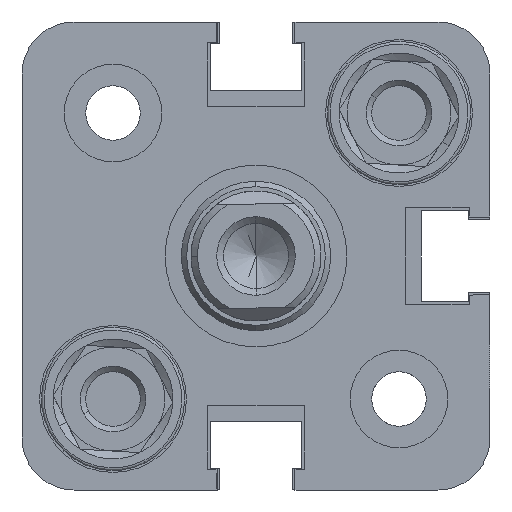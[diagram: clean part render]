
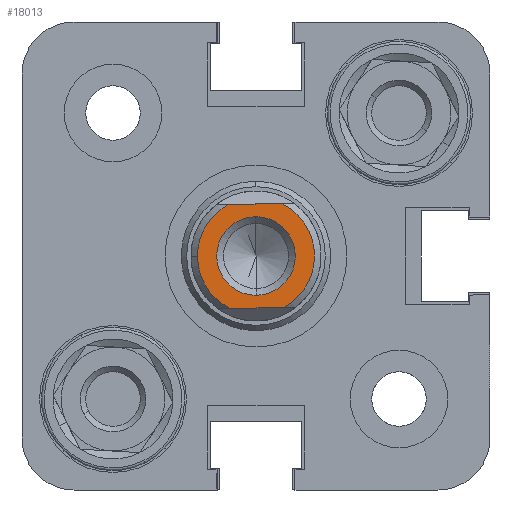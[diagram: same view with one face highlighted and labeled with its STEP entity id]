
A CAD part, left-side view. The second image highlights one B-rep face of the part: STEP entity #18013.
In plain terms, the highlighted face is planar.
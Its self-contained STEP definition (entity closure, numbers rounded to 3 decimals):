
#7 = EDGE_LOOP ( 'NONE', ( #25665, #26694, #24147, #11126, #15854 ) ) ;
#260 = CARTESIAN_POINT ( 'NONE',  ( 0., 2.062, 4. ) ) ;
#1125 = VERTEX_POINT ( 'NONE', #18096 ) ;
#1357 = VERTEX_POINT ( 'NONE', #27093 ) ;
#1724 = CARTESIAN_POINT ( 'NONE',  ( 0., -5., -4. ) ) ;
#2285 = DIRECTION ( 'NONE',  ( 1., 0., 0. ) ) ;
#2360 = CARTESIAN_POINT ( 'NONE',  ( 0., 0., 3.025 ) ) ;
#2370 = DIRECTION ( 'NONE',  ( 0., 1., 0. ) ) ;
#2386 = VERTEX_POINT ( 'NONE', #12123 ) ;
#2470 = CARTESIAN_POINT ( 'NONE',  ( 0., 0., 0. ) ) ;
#2481 = DIRECTION ( 'NONE',  ( 0., 1., 0. ) ) ;
#3620 = CIRCLE ( 'NONE', #20734, 3.025 ) ;
#3951 = VERTEX_POINT ( 'NONE', #27137 ) ;
#3973 = EDGE_CURVE ( 'NONE', #2386, #16840, #22706, .T. ) ;
#4145 = DIRECTION ( 'NONE',  ( 0., -1., 0. ) ) ;
#4222 = ORIENTED_EDGE ( 'NONE', *, *, #11366, .F. ) ;
#4590 = CARTESIAN_POINT ( 'NONE',  ( 0., 0., 0. ) ) ;
#5211 = AXIS2_PLACEMENT_3D ( 'NONE', #2470, #16713, #17016 ) ;
#5906 = DIRECTION ( 'NONE',  ( 1., 0., 0. ) ) ;
#6442 = DIRECTION ( 'NONE',  ( 0., 1., 0. ) ) ;
#6645 = EDGE_CURVE ( 'NONE', #16840, #19729, #18118, .T. ) ;
#7913 = DIRECTION ( 'NONE',  ( 0., 1., 0. ) ) ;
#8913 = CARTESIAN_POINT ( 'NONE',  ( 0., -5., 4. ) ) ;
#10207 = CARTESIAN_POINT ( 'NONE',  ( 0., 0., 0. ) ) ;
#10694 = DIRECTION ( 'NONE',  ( 1., 0., 0. ) ) ;
#10910 = AXIS2_PLACEMENT_3D ( 'NONE', #21049, #10694, #2370 ) ;
#11126 = ORIENTED_EDGE ( 'NONE', *, *, #12308, .T. ) ;
#11366 = EDGE_CURVE ( 'NONE', #20125, #1125, #3620, .T. ) ;
#12123 = CARTESIAN_POINT ( 'NONE',  ( 0., -2.062, -4. ) ) ;
#12308 = EDGE_CURVE ( 'NONE', #1357, #2386, #15282, .T. ) ;
#13116 = VECTOR ( 'NONE', #2481, 1000. ) ;
#14939 = EDGE_CURVE ( 'NONE', #3951, #1357, #20805, .T. ) ;
#15238 = DIRECTION ( 'NONE',  ( 0., 0., -1. ) ) ;
#15282 = CIRCLE ( 'NONE', #10910, 4.5 ) ;
#15854 = ORIENTED_EDGE ( 'NONE', *, *, #3973, .T. ) ;
#16496 = EDGE_LOOP ( 'NONE', ( #21394, #4222 ) ) ;
#16713 = DIRECTION ( 'NONE',  ( 1., 0., 0. ) ) ;
#16840 = VERTEX_POINT ( 'NONE', #26576 ) ;
#17016 = DIRECTION ( 'NONE',  ( 0., 0., -1. ) ) ;
#17591 = EDGE_CURVE ( 'NONE', #1125, #20125, #18404, .T. ) ;
#18013 = ADVANCED_FACE ( 'NONE', ( #18057, #30165 ), #25572, .T. ) ;
#18057 = FACE_BOUND ( 'NONE', #16496, .T. ) ;
#18096 = CARTESIAN_POINT ( 'NONE',  ( 0., 0., -3.025 ) ) ;
#18118 = CIRCLE ( 'NONE', #22494, 4.5 ) ;
#18336 = AXIS2_PLACEMENT_3D ( 'NONE', #4590, #2285, #6442 ) ;
#18404 = CIRCLE ( 'NONE', #5211, 3.025 ) ;
#19527 = DIRECTION ( 'NONE',  ( 1., 0., 0. ) ) ;
#19679 = VECTOR ( 'NONE', #4145, 1000. ) ;
#19729 = VERTEX_POINT ( 'NONE', #260 ) ;
#20125 = VERTEX_POINT ( 'NONE', #2360 ) ;
#20424 = EDGE_CURVE ( 'NONE', #19729, #3951, #23129, .T. ) ;
#20734 = AXIS2_PLACEMENT_3D ( 'NONE', #29183, #5906, #15238 ) ;
#20805 = CIRCLE ( 'NONE', #21285, 4.5 ) ;
#21049 = CARTESIAN_POINT ( 'NONE',  ( 0., 0., 0. ) ) ;
#21285 = AXIS2_PLACEMENT_3D ( 'NONE', #10207, #19527, #7913 ) ;
#21394 = ORIENTED_EDGE ( 'NONE', *, *, #17591, .F. ) ;
#21400 = DIRECTION ( 'NONE',  ( 1., 0., 0. ) ) ;
#22494 = AXIS2_PLACEMENT_3D ( 'NONE', #24166, #21400, #26298 ) ;
#22706 = LINE ( 'NONE', #1724, #13116 ) ;
#23129 = LINE ( 'NONE', #8913, #19679 ) ;
#24147 = ORIENTED_EDGE ( 'NONE', *, *, #14939, .T. ) ;
#24166 = CARTESIAN_POINT ( 'NONE',  ( 0., 0., 0. ) ) ;
#25572 = PLANE ( 'NONE',  #18336 ) ;
#25665 = ORIENTED_EDGE ( 'NONE', *, *, #6645, .T. ) ;
#26298 = DIRECTION ( 'NONE',  ( 0., 1., 0. ) ) ;
#26576 = CARTESIAN_POINT ( 'NONE',  ( 0., 2.062, -4. ) ) ;
#26694 = ORIENTED_EDGE ( 'NONE', *, *, #20424, .T. ) ;
#27093 = CARTESIAN_POINT ( 'NONE',  ( 0., -4.5, 0. ) ) ;
#27137 = CARTESIAN_POINT ( 'NONE',  ( 0., -2.062, 4. ) ) ;
#29183 = CARTESIAN_POINT ( 'NONE',  ( 0., 0., 0. ) ) ;
#30165 = FACE_OUTER_BOUND ( 'NONE', #7, .T. ) ;
